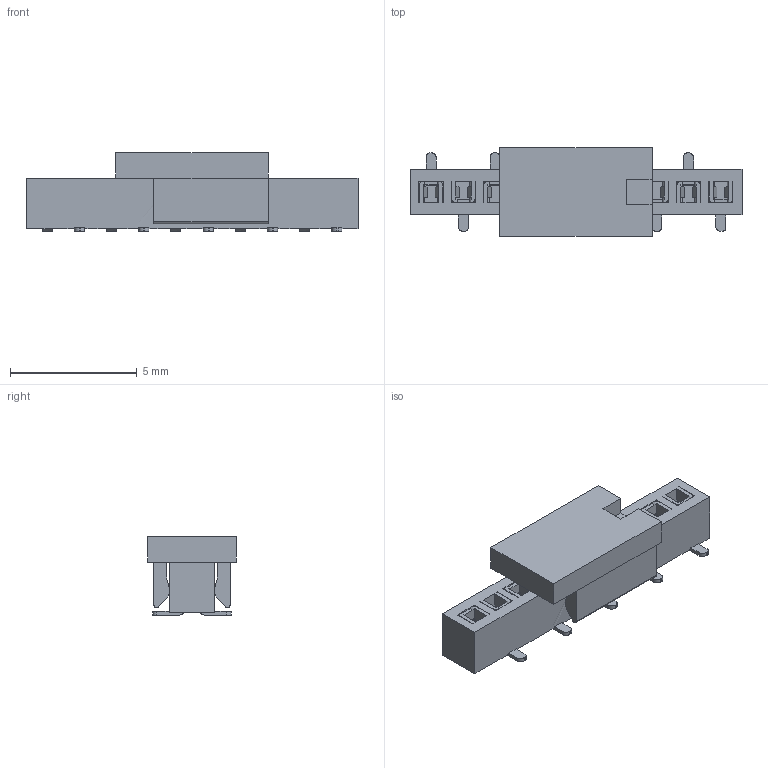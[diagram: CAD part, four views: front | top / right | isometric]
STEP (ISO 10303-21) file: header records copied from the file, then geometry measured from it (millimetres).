
FILE_DESCRIPTION( ('This file contains a STEP AP42 implementation' ,'as created by ZW3D STEP Interface translator.') ,'2;1' );
FILE_NAME( '2320T-1XXMXXXUNX4.stp' ,'23 411.172649', (''), ('ZWCAD Software Co.'), 'Version 1.0', 'ZW3D to STEP translator', '' );
FILE_SCHEMA(('AUTOMOTIVE_DESIGN { 1 0 10303 214 1 1 1 1 }'));
Length unit declared in the file: millimetre
Products named in the file (1): 0
Bounding box: 13.1 x 3.5 x 3.1 mm (x, y, z)
Volume: 65 mm3; surface area: 303.9 mm2
Topology: 1 solids, 5 shells, 822 faces, 2338 edges, 1513 vertices
Faces by surface type: plane 544, cylinder 232, bspline 46
Entity records: 34662 total; most frequent: CARTESIAN_POINT 16792, ORIENTED_EDGE 4668, EDGE_CURVE 2334, B_SPLINE_CURVE_WITH_KNOTS 2072, DIRECTION 1838, VERTEX_POINT 1504, EDGE_LOOP 828, FACE_OUTER_BOUND 822
